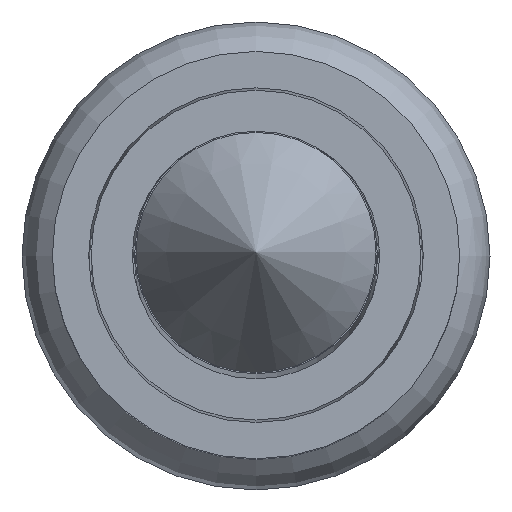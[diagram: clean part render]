
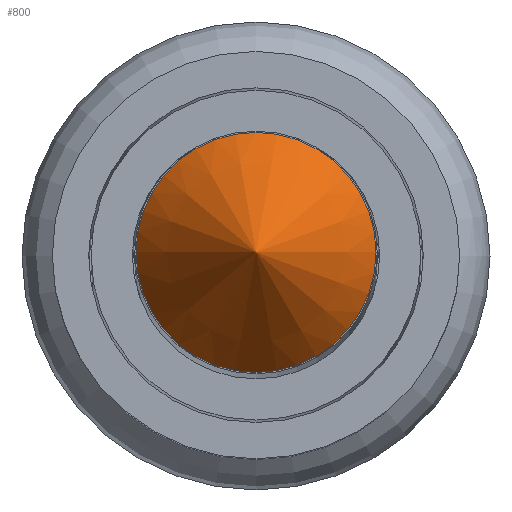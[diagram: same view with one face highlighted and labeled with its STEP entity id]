
A CAD part, top view. The second image highlights one B-rep face of the part: STEP entity #800.
In plain terms, the highlighted conical face has half-angle 35.264 degrees and reference radius 0.495 mm.
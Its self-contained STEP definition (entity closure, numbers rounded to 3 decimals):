
#722 = PLANE('',#723);
#723 = AXIS2_PLACEMENT_3D('',#724,#725,#726);
#724 = CARTESIAN_POINT('',(0.,0.,31.45));
#725 = DIRECTION('',(0.,0.,1.));
#726 = DIRECTION('',(1.,0.,0.));
#772 = EDGE_CURVE('',#773,#773,#775,.T.);
#773 = VERTEX_POINT('',#774);
#774 = CARTESIAN_POINT('',(0.495,0.,31.45));
#775 = SURFACE_CURVE('',#776,(#781,#788),.PCURVE_S1.);
#776 = CIRCLE('',#777,0.495);
#777 = AXIS2_PLACEMENT_3D('',#778,#779,#780);
#778 = CARTESIAN_POINT('',(0.,0.,31.45));
#779 = DIRECTION('',(0.,0.,1.));
#780 = DIRECTION('',(1.,0.,0.));
#781 = PCURVE('',#722,#782);
#782 = DEFINITIONAL_REPRESENTATION('',(#783),#787);
#783 = CIRCLE('',#784,0.495);
#784 = AXIS2_PLACEMENT_2D('',#785,#786);
#785 = CARTESIAN_POINT('',(0.,0.));
#786 = DIRECTION('',(1.,0.));
#787 = ( GEOMETRIC_REPRESENTATION_CONTEXT(2) 
PARAMETRIC_REPRESENTATION_CONTEXT() REPRESENTATION_CONTEXT('2D SPACE',''
  ) );
#788 = PCURVE('',#789,#794);
#789 = CONICAL_SURFACE('',#790,0.495,0.615);
#790 = AXIS2_PLACEMENT_3D('',#791,#792,#793);
#791 = CARTESIAN_POINT('',(0.,0.,31.45));
#792 = DIRECTION('',(-0.,-0.,-1.));
#793 = DIRECTION('',(1.,0.,0.));
#794 = DEFINITIONAL_REPRESENTATION('',(#795),#799);
#795 = LINE('',#796,#797);
#796 = CARTESIAN_POINT('',(-0.,-0.));
#797 = VECTOR('',#798,1.);
#798 = DIRECTION('',(-1.,-0.));
#799 = ( GEOMETRIC_REPRESENTATION_CONTEXT(2) 
PARAMETRIC_REPRESENTATION_CONTEXT() REPRESENTATION_CONTEXT('2D SPACE',''
  ) );
#800 = ADVANCED_FACE('',(#801),#789,.T.);
#801 = FACE_BOUND('',#802,.T.);
#802 = EDGE_LOOP('',(#803,#826,#827));
#803 = ORIENTED_EDGE('',*,*,#804,.F.);
#804 = EDGE_CURVE('',#773,#805,#807,.T.);
#805 = VERTEX_POINT('',#806);
#806 = CARTESIAN_POINT('',(0.,0.,
    32.15));
#807 = SEAM_CURVE('',#808,(#812,#819),.PCURVE_S1.);
#808 = LINE('',#809,#810);
#809 = CARTESIAN_POINT('',(0.495,0.,31.45));
#810 = VECTOR('',#811,1.);
#811 = DIRECTION('',(-0.577,0.,0.816)
  );
#812 = PCURVE('',#789,#813);
#813 = DEFINITIONAL_REPRESENTATION('',(#814),#818);
#814 = LINE('',#815,#816);
#815 = CARTESIAN_POINT('',(-6.283,0.));
#816 = VECTOR('',#817,1.);
#817 = DIRECTION('',(-0.,-1.));
#818 = ( GEOMETRIC_REPRESENTATION_CONTEXT(2) 
PARAMETRIC_REPRESENTATION_CONTEXT() REPRESENTATION_CONTEXT('2D SPACE',''
  ) );
#819 = PCURVE('',#789,#820);
#820 = DEFINITIONAL_REPRESENTATION('',(#821),#825);
#821 = LINE('',#822,#823);
#822 = CARTESIAN_POINT('',(0.,-0.));
#823 = VECTOR('',#824,1.);
#824 = DIRECTION('',(-0.,-1.));
#825 = ( GEOMETRIC_REPRESENTATION_CONTEXT(2) 
PARAMETRIC_REPRESENTATION_CONTEXT() REPRESENTATION_CONTEXT('2D SPACE',''
  ) );
#826 = ORIENTED_EDGE('',*,*,#772,.T.);
#827 = ORIENTED_EDGE('',*,*,#804,.T.);
